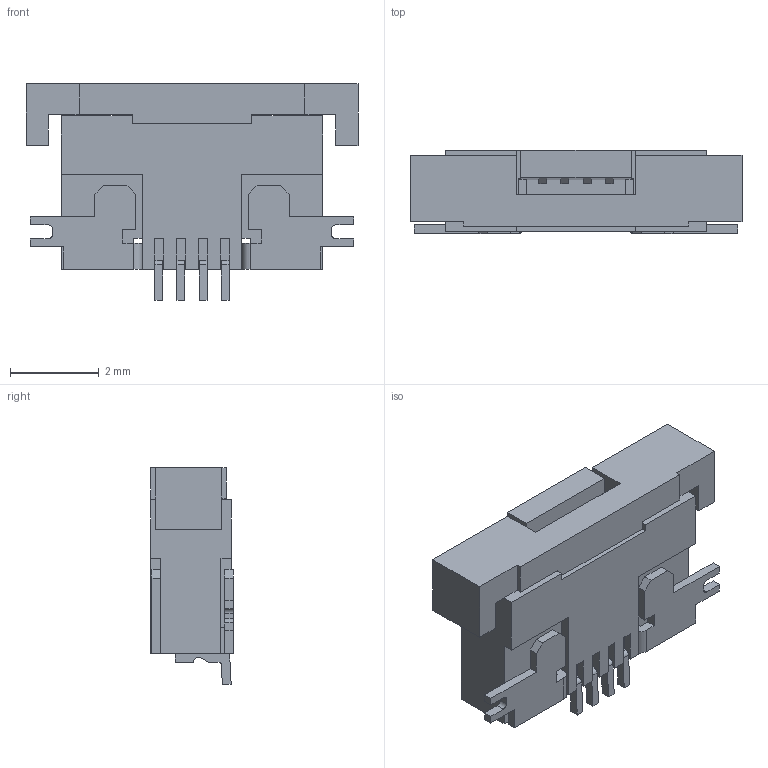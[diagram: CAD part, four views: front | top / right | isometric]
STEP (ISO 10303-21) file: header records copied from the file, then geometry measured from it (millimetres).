
FILE_DESCRIPTION (( 'STEP AP214' ), '1' );
FILE_NAME ('SFV4R-2STE1HLF.STEP', '2019-04-02T23:57:28', ( '' ), ( '' ), 'SwSTEP 2.0', 'SolidWorks 2017', '' );
FILE_SCHEMA (( 'AUTOMOTIVE_DESIGN' ));
Length unit declared in the file: millimetre
Products named in the file (1): SFV4R-2STE1HLF
Bounding box: 7.5 x 1.87 x 4.9 mm (x, y, z)
Volume: 42.3 mm3; surface area: 173 mm2
Topology: 12 solids, 12 shells, 235 faces, 631 edges, 420 vertices
Faces by surface type: plane 211, cylinder 24
Entity records: 7370 total; most frequent: CARTESIAN_POINT 1287, ORIENTED_EDGE 1262, DIRECTION 1151, EDGE_CURVE 631, LINE 583, VECTOR 583, VERTEX_POINT 420, AXIS2_PLACEMENT_3D 284
